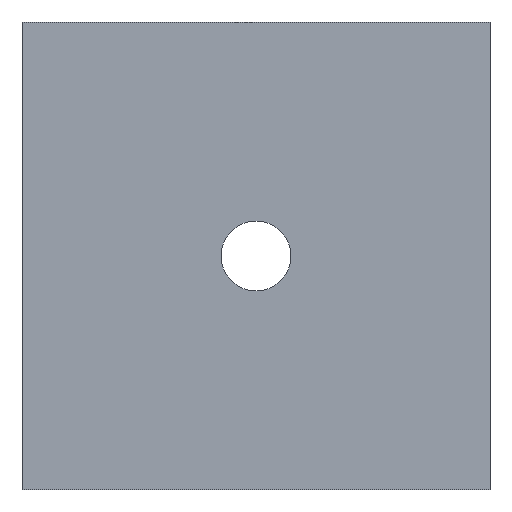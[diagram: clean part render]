
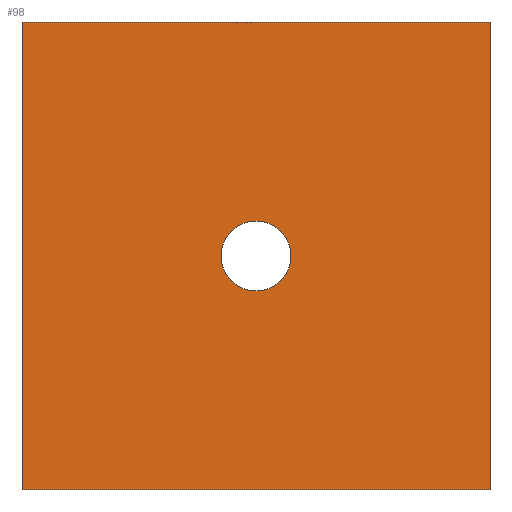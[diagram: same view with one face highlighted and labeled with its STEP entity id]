
A CAD part, front view. The second image highlights one B-rep face of the part: STEP entity #98.
In plain terms, the highlighted planar face has unit normal (0, -1, 0).
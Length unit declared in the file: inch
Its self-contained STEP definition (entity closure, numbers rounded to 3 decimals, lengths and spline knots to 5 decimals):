
#2 = EDGE_CURVE ( 'NONE', #161, #225, #336, .T. ) ;
#41 = ORIENTED_EDGE ( 'NONE', *, *, #466, .T. ) ;
#62 = FACE_OUTER_BOUND ( 'NONE', #424, .T. ) ;
#82 = VERTEX_POINT ( 'NONE', #900 ) ;
#90 = LINE ( 'NONE', #949, #275 ) ;
#98 = ADVANCED_FACE ( 'NONE', ( #1040, #62 ), #453, .T. ) ;
#115 = CARTESIAN_POINT ( 'NONE',  ( -0.5, 0., -0.5 ) ) ;
#133 = DIRECTION ( 'NONE',  ( 0., 0., -1. ) ) ;
#161 = VERTEX_POINT ( 'NONE', #437 ) ;
#192 = VECTOR ( 'NONE', #303, 39.37008 ) ;
#225 = VERTEX_POINT ( 'NONE', #1047 ) ;
#236 = DIRECTION ( 'NONE',  ( 0., -1., 0. ) ) ;
#275 = VECTOR ( 'NONE', #845, 39.37008 ) ;
#289 = CARTESIAN_POINT ( 'NONE',  ( 0.5, 0., -0.5 ) ) ;
#303 = DIRECTION ( 'NONE',  ( 0., 0., -1. ) ) ;
#310 = EDGE_CURVE ( 'NONE', #377, #999, #1037, .T. ) ;
#316 = CARTESIAN_POINT ( 'NONE',  ( -0.5, 0., 0. ) ) ;
#336 = CIRCLE ( 'NONE', #1089, 0.07475 ) ;
#351 = AXIS2_PLACEMENT_3D ( 'NONE', #721, #236, #133 ) ;
#369 = ORIENTED_EDGE ( 'NONE', *, *, #310, .T. ) ;
#372 = CARTESIAN_POINT ( 'NONE',  ( 0., 0., -0.5 ) ) ;
#377 = VERTEX_POINT ( 'NONE', #289 ) ;
#424 = EDGE_LOOP ( 'NONE', ( #369, #567, #1164, #904 ) ) ;
#437 = CARTESIAN_POINT ( 'NONE',  ( 0., 0., -0.07475 ) ) ;
#453 = PLANE ( 'NONE',  #351 ) ;
#466 = EDGE_CURVE ( 'NONE', #225, #161, #1237, .T. ) ;
#542 = EDGE_LOOP ( 'NONE', ( #41, #1099 ) ) ;
#567 = ORIENTED_EDGE ( 'NONE', *, *, #1006, .T. ) ;
#593 = LINE ( 'NONE', #372, #766 ) ;
#607 = DIRECTION ( 'NONE',  ( 0., 0., 1. ) ) ;
#707 = LINE ( 'NONE', #316, #192 ) ;
#712 = DIRECTION ( 'NONE',  ( 0., 1., 0. ) ) ;
#721 = CARTESIAN_POINT ( 'NONE',  ( 0., 0., 0. ) ) ;
#742 = DIRECTION ( 'NONE',  ( 0., 0., 1. ) ) ;
#746 = DIRECTION ( 'NONE',  ( 1., 0., 0. ) ) ;
#766 = VECTOR ( 'NONE', #746, 39.37008 ) ;
#767 = DIRECTION ( 'NONE',  ( 0., 1., 0. ) ) ;
#845 = DIRECTION ( 'NONE',  ( -1., 0., 0. ) ) ;
#900 = CARTESIAN_POINT ( 'NONE',  ( -0.5, 0., 0.5 ) ) ;
#904 = ORIENTED_EDGE ( 'NONE', *, *, #1000, .T. ) ;
#907 = CARTESIAN_POINT ( 'NONE',  ( 0., 0., 0. ) ) ;
#947 = CARTESIAN_POINT ( 'NONE',  ( 0.5, 0., 0.5 ) ) ;
#949 = CARTESIAN_POINT ( 'NONE',  ( 0., 0., 0.5 ) ) ;
#958 = AXIS2_PLACEMENT_3D ( 'NONE', #970, #767, #1271 ) ;
#970 = CARTESIAN_POINT ( 'NONE',  ( 0., 0., 0. ) ) ;
#999 = VERTEX_POINT ( 'NONE', #947 ) ;
#1000 = EDGE_CURVE ( 'NONE', #1167, #377, #593, .T. ) ;
#1006 = EDGE_CURVE ( 'NONE', #999, #82, #90, .T. ) ;
#1037 = LINE ( 'NONE', #1252, #1070 ) ;
#1040 = FACE_BOUND ( 'NONE', #542, .T. ) ;
#1047 = CARTESIAN_POINT ( 'NONE',  ( 0., 0., 0.07475 ) ) ;
#1070 = VECTOR ( 'NONE', #742, 39.37008 ) ;
#1089 = AXIS2_PLACEMENT_3D ( 'NONE', #907, #712, #607 ) ;
#1092 = EDGE_CURVE ( 'NONE', #82, #1167, #707, .T. ) ;
#1099 = ORIENTED_EDGE ( 'NONE', *, *, #2, .T. ) ;
#1164 = ORIENTED_EDGE ( 'NONE', *, *, #1092, .T. ) ;
#1167 = VERTEX_POINT ( 'NONE', #115 ) ;
#1237 = CIRCLE ( 'NONE', #958, 0.07475 ) ;
#1252 = CARTESIAN_POINT ( 'NONE',  ( 0.5, 0., 0. ) ) ;
#1271 = DIRECTION ( 'NONE',  ( 0., 0., 1. ) ) ;
